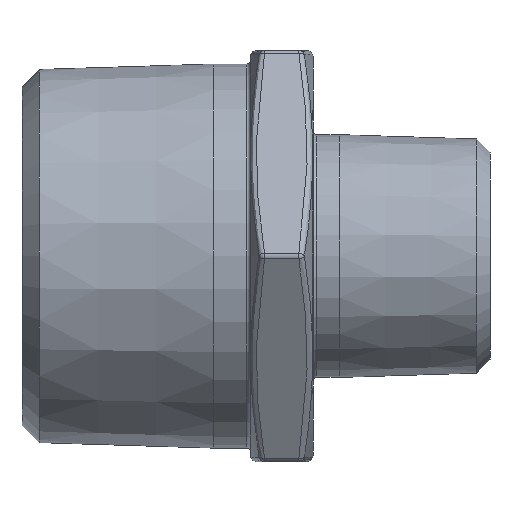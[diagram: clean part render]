
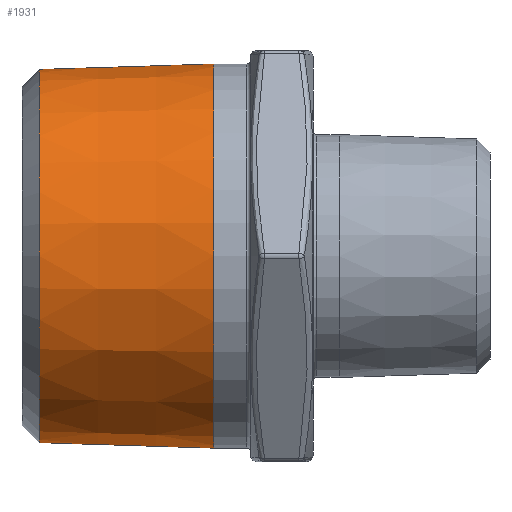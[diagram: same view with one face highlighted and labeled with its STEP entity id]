
A CAD part, front view. The second image highlights one B-rep face of the part: STEP entity #1931.
In plain terms, the highlighted conical face has half-angle 1.79 degrees and reference radius 16.625 mm.
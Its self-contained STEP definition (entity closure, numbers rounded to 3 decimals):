
#778 = FACE_BOUND ( 'NONE', #11314, .T. ) ;
#1931 = ADVANCED_FACE ( 'NONE', ( #778, #11338 ), #6258, .T. ) ;
#2042 = CARTESIAN_POINT ( 'NONE',  ( 16.8, 0., 16.824 ) ) ;
#2752 = CARTESIAN_POINT ( 'NONE',  ( 1.527, 0., 0. ) ) ;
#3357 = AXIS2_PLACEMENT_3D ( 'NONE', #13202, #4806, #4936 ) ;
#3937 = CIRCLE ( 'NONE', #5596, 16.824 ) ;
#4806 = DIRECTION ( 'NONE',  ( 1., 0., 0. ) ) ;
#4936 = DIRECTION ( 'NONE',  ( 0., 0., -1. ) ) ;
#5152 = CARTESIAN_POINT ( 'NONE',  ( 16.8, 0., 0. ) ) ;
#5596 = AXIS2_PLACEMENT_3D ( 'NONE', #5152, #9344, #11341 ) ;
#6258 = CONICAL_SURFACE ( 'NONE', #3357, 16.625, 0.031 ) ;
#8892 = EDGE_CURVE ( 'NONE', #9446, #9446, #10450, .T. ) ;
#9344 = DIRECTION ( 'NONE',  ( -1., 0., 0. ) ) ;
#9446 = VERTEX_POINT ( 'NONE', #9637 ) ;
#9637 = CARTESIAN_POINT ( 'NONE',  ( 1.527, 0., 16.347 ) ) ;
#10450 = CIRCLE ( 'NONE', #11556, 16.347 ) ;
#11170 = DIRECTION ( 'NONE',  ( 0., 0., 1. ) ) ;
#11244 = DIRECTION ( 'NONE',  ( 1., 0., 0. ) ) ;
#11314 = EDGE_LOOP ( 'NONE', ( #11884 ) ) ;
#11338 = FACE_OUTER_BOUND ( 'NONE', #11535, .T. ) ;
#11341 = DIRECTION ( 'NONE',  ( 0., 0., 1. ) ) ;
#11535 = EDGE_LOOP ( 'NONE', ( #12665 ) ) ;
#11556 = AXIS2_PLACEMENT_3D ( 'NONE', #2752, #11244, #11170 ) ;
#11884 = ORIENTED_EDGE ( 'NONE', *, *, #8892, .T. ) ;
#12545 = VERTEX_POINT ( 'NONE', #2042 ) ;
#12665 = ORIENTED_EDGE ( 'NONE', *, *, #13213, .T. ) ;
#13202 = CARTESIAN_POINT ( 'NONE',  ( 10.4, 0., 0. ) ) ;
#13213 = EDGE_CURVE ( 'NONE', #12545, #12545, #3937, .T. ) ;
